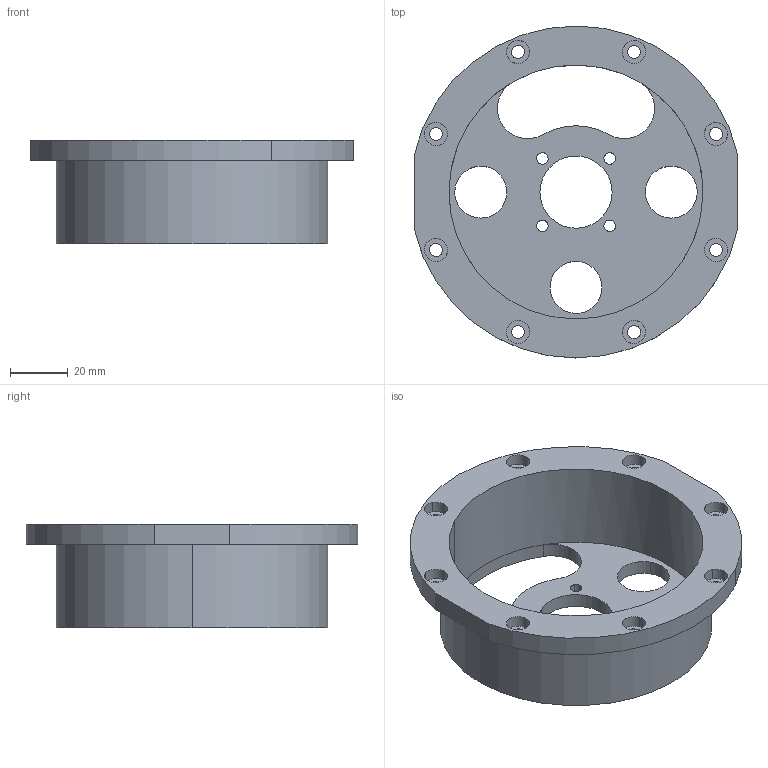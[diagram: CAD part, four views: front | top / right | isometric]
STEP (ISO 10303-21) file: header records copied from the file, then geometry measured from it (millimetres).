
FILE_DESCRIPTION(('CATIA V5 STEP Exchange'),'2;1');
FILE_NAME('boitier corps.stp','2016-12-09T14:29:24+00:00',('none'),('none'),'CATIA Version 5 Release 21 GA (IN-10)','CATIA V5 STEP AP203','none');
FILE_SCHEMA(('CONFIG_CONTROL_DESIGN'));
Length unit declared in the file: millimetre
Products named in the file (1): boitier corps
Bounding box: 112 x 115 x 36 mm (x, y, z)
Volume: 71121.5 mm3; surface area: 38616 mm2
Topology: 1 solids, 1 shells, 74 faces, 188 edges, 126 vertices
Faces by surface type: cylinder 60, plane 14
Entity records: 2937 total; most frequent: CARTESIAN_POINT 1181, ORIENTED_EDGE 376, DIRECTION 260, EDGE_CURVE 188, AXIS2_PLACEMENT_3D 133, VERTEX_POINT 125, EDGE_LOOP 117, ADVANCED_FACE 74
